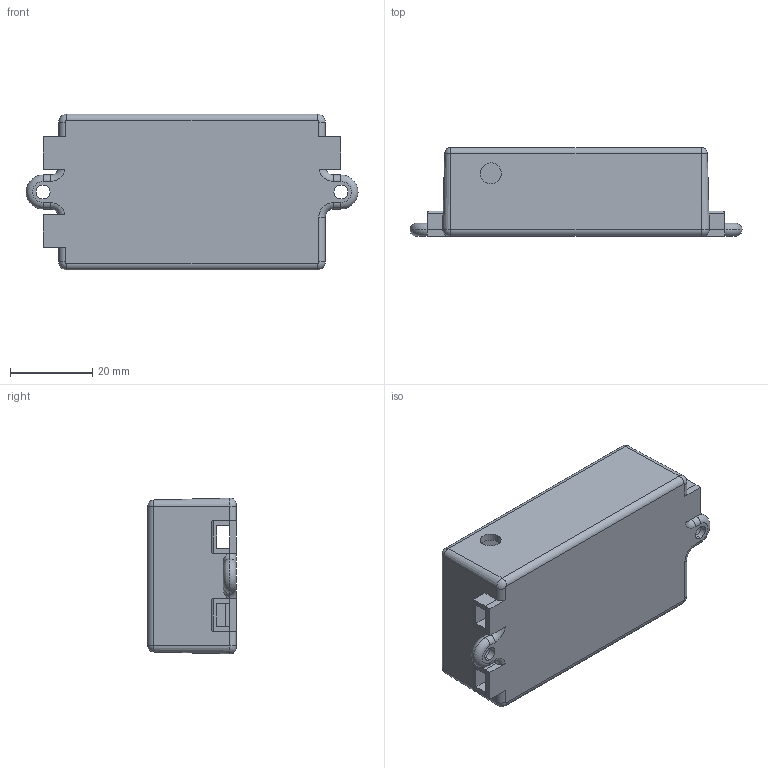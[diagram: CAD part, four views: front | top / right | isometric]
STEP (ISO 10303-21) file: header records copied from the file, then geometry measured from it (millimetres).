
FILE_DESCRIPTION (( 'STEP AP203' ), '1' );
FILE_NAME ('transponder box.STEP', '2019-05-05T11:42:06', ( '' ), ( '' ), 'SwSTEP 2.0', 'SolidWorks 2015', '' );
FILE_SCHEMA (( 'CONFIG_CONTROL_DESIGN' ));
Length unit declared in the file: millimetre
Products named in the file (1): transponder box
Bounding box: 80.9 x 21.6 x 38 mm (x, y, z)
Volume: 15396.1 mm3; surface area: 18376.3 mm2
Topology: 2 solids, 2 shells, 175 faces, 468 edges, 301 vertices
Faces by surface type: plane 85, cylinder 58, torus 20, cone 12
Entity records: 5571 total; most frequent: CARTESIAN_POINT 1088, DIRECTION 922, ORIENTED_EDGE 920, EDGE_CURVE 460, AXIS2_PLACEMENT_3D 313, VERTEX_POINT 301, VECTOR 296, LINE 296
